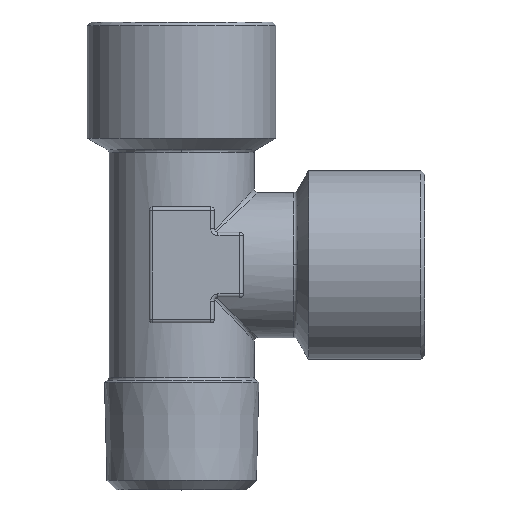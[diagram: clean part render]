
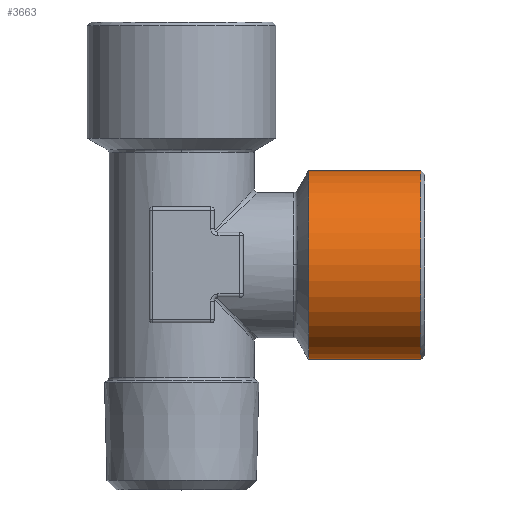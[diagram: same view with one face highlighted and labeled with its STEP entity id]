
A CAD part, top view. The second image highlights one B-rep face of the part: STEP entity #3663.
In plain terms, the highlighted cylindrical face has radius 13 mm (diameter 26 mm), a partial arc.
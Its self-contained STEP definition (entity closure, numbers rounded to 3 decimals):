
#3025 = DIRECTION ( 'NONE',  ( 0., -1., 0. ) ) ;
#3026 = DIRECTION ( 'NONE',  ( -1., 0., 0. ) ) ;
#3027 = AXIS2_PLACEMENT_3D ( 'NONE', #3028, #3026, #3025 ) ;
#3028 = CARTESIAN_POINT ( 'NONE',  ( -9.788, 0., 0. ) ) ;
#3029 = CYLINDRICAL_SURFACE ( 'NONE', #3027, 13. ) ;
#3030 = FACE_OUTER_BOUND ( 'NONE', #3666, .T. ) ;
#3031 = DIRECTION ( 'NONE',  ( 0., -1., 0. ) ) ;
#3032 = DIRECTION ( 'NONE',  ( -1., 0., 0. ) ) ;
#3033 = CARTESIAN_POINT ( 'NONE',  ( 17.5, 0., 0. ) ) ;
#3034 = AXIS2_PLACEMENT_3D ( 'NONE', #3033, #3032, #3031 ) ;
#3035 = CIRCLE ( 'NONE', #3034, 13. ) ;
#3036 = CARTESIAN_POINT ( 'NONE',  ( 33., 13., 0. ) ) ;
#3042 = CARTESIAN_POINT ( 'NONE',  ( 17.5, 13., 0. ) ) ;
#3043 = CARTESIAN_POINT ( 'NONE',  ( 33., -13., 0. ) ) ;
#3044 = DIRECTION ( 'NONE',  ( -1., 0., 0. ) ) ;
#3045 = VECTOR ( 'NONE', #3044, 1000. ) ;
#3046 = CARTESIAN_POINT ( 'NONE',  ( -9.788, 13., 0. ) ) ;
#3047 = LINE ( 'NONE', #3046, #3045 ) ;
#3068 = DIRECTION ( 'NONE',  ( 0., -1., 0. ) ) ;
#3069 = DIRECTION ( 'NONE',  ( -1., 0., 0. ) ) ;
#3070 = CARTESIAN_POINT ( 'NONE',  ( 33., 0., 0. ) ) ;
#3071 = AXIS2_PLACEMENT_3D ( 'NONE', #3070, #3069, #3068 ) ;
#3072 = CIRCLE ( 'NONE', #3071, 13. ) ;
#3077 = CARTESIAN_POINT ( 'NONE',  ( 17.5, -13., 0. ) ) ;
#3078 = DIRECTION ( 'NONE',  ( -1., 0., 0. ) ) ;
#3079 = VECTOR ( 'NONE', #3078, 1000. ) ;
#3080 = CARTESIAN_POINT ( 'NONE',  ( -9.788, -13., 0. ) ) ;
#3081 = LINE ( 'NONE', #3080, #3079 ) ;
#3648 = ORIENTED_EDGE ( 'NONE', *, *, #3671, .T. ) ;
#3651 = ORIENTED_EDGE ( 'NONE', *, *, #3661, .F. ) ;
#3652 = EDGE_CURVE ( 'NONE', #3659, #3654, #3047, .T. ) ;
#3653 = VERTEX_POINT ( 'NONE', #3043 ) ;
#3654 = VERTEX_POINT ( 'NONE', #3042 ) ;
#3659 = VERTEX_POINT ( 'NONE', #3036 ) ;
#3661 = EDGE_CURVE ( 'NONE', #3667, #3654, #3035, .T. ) ;
#3663 = ADVANCED_FACE ( 'NONE', ( #3030 ), #3029, .T. ) ;
#3665 = EDGE_CURVE ( 'NONE', #3653, #3667, #3081, .T. ) ;
#3666 = EDGE_LOOP ( 'NONE', ( #3648, #3669, #3651, #3668 ) ) ;
#3667 = VERTEX_POINT ( 'NONE', #3077 ) ;
#3668 = ORIENTED_EDGE ( 'NONE', *, *, #3665, .F. ) ;
#3669 = ORIENTED_EDGE ( 'NONE', *, *, #3652, .T. ) ;
#3671 = EDGE_CURVE ( 'NONE', #3653, #3659, #3072, .T. ) ;
